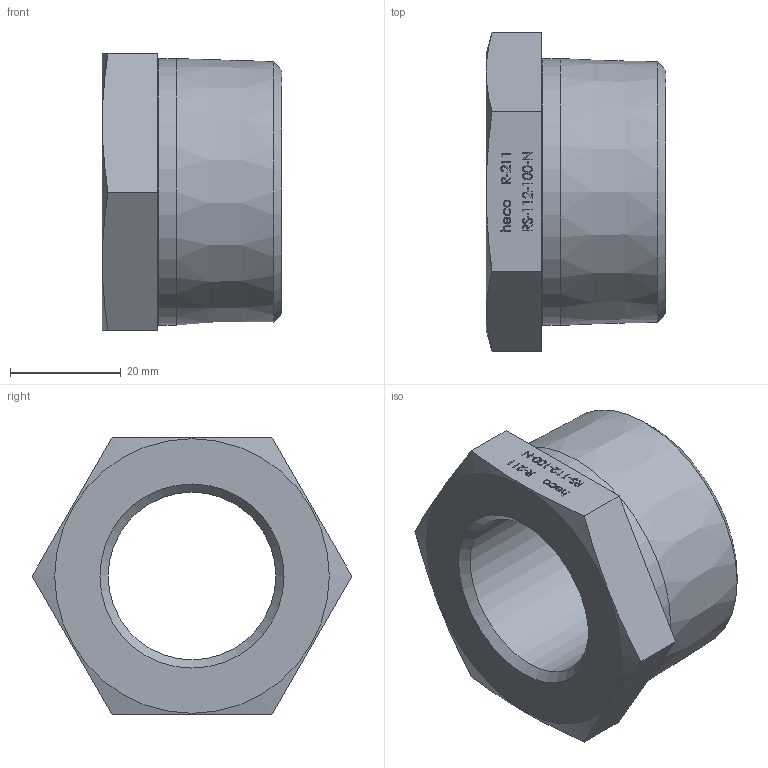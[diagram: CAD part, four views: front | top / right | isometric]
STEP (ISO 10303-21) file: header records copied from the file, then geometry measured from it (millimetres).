
FILE_DESCRIPTION (( 'STEP AP214' ), '1' );
FILE_NAME ('RS-112-100-N R-211 Reduzierstück 2011.STEP', '2020-11-09T12:45:08', ( '' ), ( '' ), 'SwSTEP 2.0', 'SolidWorks 2019', '' );
FILE_SCHEMA (( 'AUTOMOTIVE_DESIGN' ));
Length unit declared in the file: millimetre
Products named in the file (1): RS-112-100-N R-211 Reduzierstück 2011
Bounding box: 32.5 x 57.73 x 50.01 mm (x, y, z)
Volume: 37967 mm3; surface area: 10627.9 mm2
Topology: 1 solids, 1 shells, 239 faces, 623 edges, 414 vertices
Faces by surface type: plane 141, bspline 90, cone 5, cylinder 2, torus 1
Full cylindrical faces by diameter (mm): 30.291 x1, 48.203 x1
Entity records: 14693 total; most frequent: CARTESIAN_POINT 7069, ORIENTED_EDGE 1226, DIRECTION 737, EDGE_CURVE 613, LINE 417, VECTOR 417, VERTEX_POINT 412, EDGE_LOOP 277
